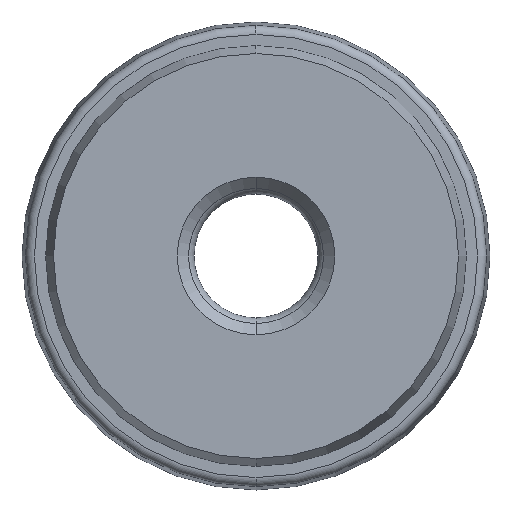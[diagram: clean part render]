
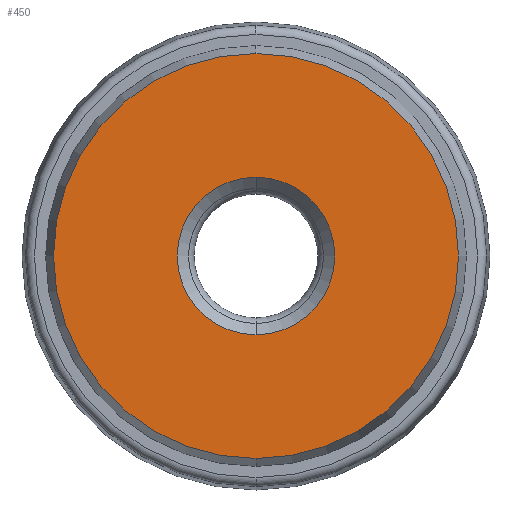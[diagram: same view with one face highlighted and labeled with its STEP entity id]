
A CAD part, left-side view. The second image highlights one B-rep face of the part: STEP entity #450.
In plain terms, the highlighted planar face has unit normal (-1, 0, 0).
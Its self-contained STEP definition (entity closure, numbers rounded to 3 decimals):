
#78 = AXIS2_PLACEMENT_3D ( 'NONE', #227, #234, #218 ) ;
#95 = AXIS2_PLACEMENT_3D ( 'NONE', #263, #261, #284 ) ;
#109 = AXIS2_PLACEMENT_3D ( 'NONE', #302, #314, #316 ) ;
#114 = AXIS2_PLACEMENT_3D ( 'NONE', #330, #324, #327 ) ;
#218 = DIRECTION ( 'NONE',  ( 0., 0., -1. ) ) ;
#227 = CARTESIAN_POINT ( 'NONE',  ( 0., 0., 0. ) ) ;
#234 = DIRECTION ( 'NONE',  ( 1., 0., 0. ) ) ;
#261 = DIRECTION ( 'NONE',  ( -1., 0., 0. ) ) ;
#263 = CARTESIAN_POINT ( 'NONE',  ( 0., 0., 0. ) ) ;
#284 = DIRECTION ( 'NONE',  ( 0., 0., 1. ) ) ;
#302 = CARTESIAN_POINT ( 'NONE',  ( 0., 0., 0. ) ) ;
#314 = DIRECTION ( 'NONE',  ( 1., 0., 0. ) ) ;
#316 = DIRECTION ( 'NONE',  ( 0., 0., -1. ) ) ;
#324 = DIRECTION ( 'NONE',  ( -1., 0., 0. ) ) ;
#327 = DIRECTION ( 'NONE',  ( 0., 0., 1. ) ) ;
#330 = CARTESIAN_POINT ( 'NONE',  ( 0., 0., 0. ) ) ;
#450 = ADVANCED_FACE ( 'NONE', ( #1115, #1114 ), #976, .F. ) ;
#496 = CIRCLE ( 'NONE', #114, 9. ) ;
#530 = CIRCLE ( 'NONE', #95, 9. ) ;
#537 = CIRCLE ( 'NONE', #109, 3.5 ) ;
#550 = ORIENTED_EDGE ( 'NONE', *, *, #946, .T. ) ;
#552 = VERTEX_POINT ( 'NONE', #1073 ) ;
#557 = VERTEX_POINT ( 'NONE', #1047 ) ;
#567 = VERTEX_POINT ( 'NONE', #1091 ) ;
#569 = ORIENTED_EDGE ( 'NONE', *, *, #887, .T. ) ;
#590 = VERTEX_POINT ( 'NONE', #1079 ) ;
#601 = ORIENTED_EDGE ( 'NONE', *, *, #917, .T. ) ;
#609 = ORIENTED_EDGE ( 'NONE', *, *, #939, .T. ) ;
#681 = CIRCLE ( 'NONE', #78, 3.5 ) ;
#741 = EDGE_LOOP ( 'NONE', ( #601, #550 ) ) ;
#759 = EDGE_LOOP ( 'NONE', ( #609, #569 ) ) ;
#887 = EDGE_CURVE ( 'NONE', #590, #552, #681, .T. ) ;
#915 = AXIS2_PLACEMENT_3D ( 'NONE', #977, #979, #983 ) ;
#917 = EDGE_CURVE ( 'NONE', #557, #567, #530, .T. ) ;
#939 = EDGE_CURVE ( 'NONE', #552, #590, #537, .T. ) ;
#946 = EDGE_CURVE ( 'NONE', #567, #557, #496, .T. ) ;
#976 = PLANE ( 'NONE',  #915 ) ;
#977 = CARTESIAN_POINT ( 'NONE',  ( 0., 3., 0. ) ) ;
#979 = DIRECTION ( 'NONE',  ( 1., 0., 0. ) ) ;
#983 = DIRECTION ( 'NONE',  ( 0., 0., -1. ) ) ;
#1047 = CARTESIAN_POINT ( 'NONE',  ( 0., 0., -9. ) ) ;
#1073 = CARTESIAN_POINT ( 'NONE',  ( 0., 0., 3.5 ) ) ;
#1079 = CARTESIAN_POINT ( 'NONE',  ( 0., 0., -3.5 ) ) ;
#1091 = CARTESIAN_POINT ( 'NONE',  ( 0., 0., 9. ) ) ;
#1114 = FACE_OUTER_BOUND ( 'NONE', #741, .T. ) ;
#1115 = FACE_BOUND ( 'NONE', #759, .T. ) ;
